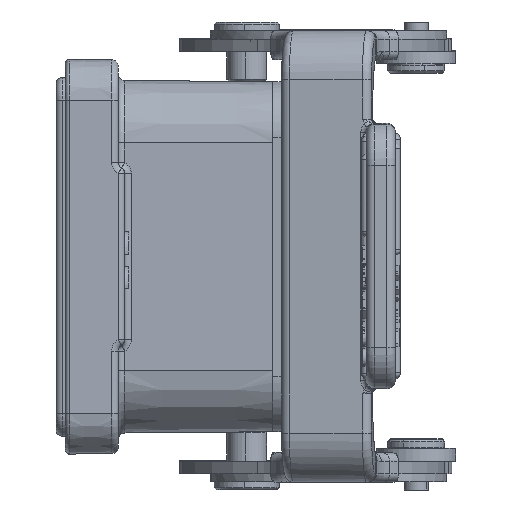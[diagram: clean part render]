
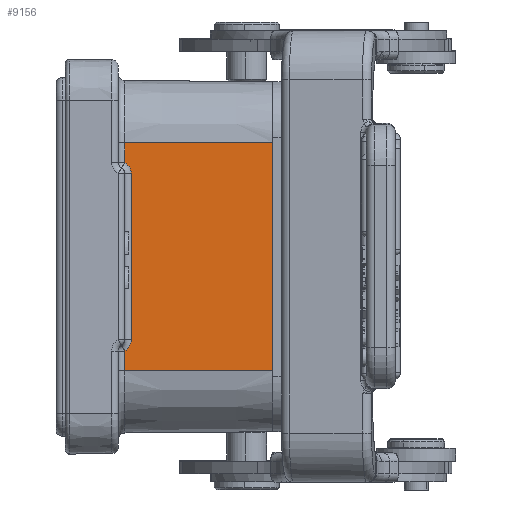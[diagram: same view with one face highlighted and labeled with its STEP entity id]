
A CAD part, left-side view. The second image highlights one B-rep face of the part: STEP entity #9156.
In plain terms, the highlighted planar face has unit normal (-1, -0.009, 0).
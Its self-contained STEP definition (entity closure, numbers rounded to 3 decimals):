
#5893=B_SPLINE_CURVE_WITH_KNOTS('',3,(#67695,#67696,#67697,#67698),
 .UNSPECIFIED.,.F.,.F.,(4,4),(0.,1.),.UNSPECIFIED.);
#5897=B_SPLINE_CURVE_WITH_KNOTS('',3,(#67717,#67718,#67719,#67720),
 .UNSPECIFIED.,.F.,.F.,(4,4),(0.,1.),.UNSPECIFIED.);
#7513=PLANE('',#43115);
#9156=ADVANCED_FACE('',(#11684),#7513,.T.);
#11684=FACE_OUTER_BOUND('',#13813,.T.);
#13813=EDGE_LOOP('',(#23720,#23721,#23722,#23723,#23724,#23725,#23726,#23727));
#23720=ORIENTED_EDGE('',*,*,#34069,.T.);
#23721=ORIENTED_EDGE('',*,*,#34067,.T.);
#23722=ORIENTED_EDGE('',*,*,#34064,.T.);
#23723=ORIENTED_EDGE('',*,*,#34101,.T.);
#23724=ORIENTED_EDGE('',*,*,#34102,.T.);
#23725=ORIENTED_EDGE('',*,*,#34103,.F.);
#23726=ORIENTED_EDGE('',*,*,#33861,.T.);
#23727=ORIENTED_EDGE('',*,*,#34100,.T.);
#29120=VERTEX_POINT('',#67226);
#29121=VERTEX_POINT('',#67228);
#29255=VERTEX_POINT('',#67681);
#29256=VERTEX_POINT('',#67699);
#29257=VERTEX_POINT('',#67709);
#29258=VERTEX_POINT('',#67716);
#29274=VERTEX_POINT('',#67804);
#29275=VERTEX_POINT('',#67806);
#33861=EDGE_CURVE('',#29121,#29120,#37311,.T.);
#34064=EDGE_CURVE('',#29256,#29255,#5893,.T.);
#34067=EDGE_CURVE('',#29257,#29256,#37465,.T.);
#34069=EDGE_CURVE('',#29258,#29257,#5897,.T.);
#34100=EDGE_CURVE('',#29120,#29258,#37477,.T.);
#34101=EDGE_CURVE('',#29255,#29274,#37478,.T.);
#34102=EDGE_CURVE('',#29274,#29275,#37479,.T.);
#34103=EDGE_CURVE('',#29121,#29275,#37480,.T.);
#37311=LINE('',#67227,#39950);
#37465=LINE('',#67710,#40104);
#37477=LINE('',#67801,#40116);
#37478=LINE('',#67803,#40117);
#37479=LINE('',#67805,#40118);
#37480=LINE('',#67807,#40119);
#39950=VECTOR('',#50695,1.);
#40104=VECTOR('',#51065,1.);
#40116=VECTOR('',#51131,1.);
#40117=VECTOR('',#51134,1.);
#40118=VECTOR('',#51135,1.);
#40119=VECTOR('',#51136,1.);
#43115=AXIS2_PLACEMENT_3D('',#67808,#51137,#51138);
#50695=DIRECTION('',(-0.009,1.,0.));
#51065=DIRECTION('',(0.,0.,-1.));
#51131=DIRECTION('',(0.,0.,-1.));
#51134=DIRECTION('',(0.,0.,-1.));
#51135=DIRECTION('',(0.009,-1.,0.));
#51136=DIRECTION('',(0.,0.,-1.));
#51137=DIRECTION('',(-1.,-0.009,0.));
#51138=DIRECTION('',(0.,0.,-1.));
#67226=CARTESIAN_POINT('',(-60.159,18.207,14.));
#67227=CARTESIAN_POINT('',(-60.,0.,14.));
#67228=CARTESIAN_POINT('',(-60.,0.,14.));
#67681=CARTESIAN_POINT('',(-60.159,18.207,-11.586));
#67695=CARTESIAN_POINT('',(-60.152,17.407,-10.2));
#67696=CARTESIAN_POINT('',(-60.152,17.407,-10.762));
#67697=CARTESIAN_POINT('',(-60.155,17.717,-11.302));
#67698=CARTESIAN_POINT('',(-60.159,18.207,-11.586));
#67699=CARTESIAN_POINT('',(-60.152,17.407,-10.2));
#67709=CARTESIAN_POINT('',(-60.152,17.407,10.2));
#67710=CARTESIAN_POINT('',(-60.152,17.407,10.2));
#67716=CARTESIAN_POINT('',(-60.159,18.207,11.586));
#67717=CARTESIAN_POINT('',(-60.159,18.207,11.586));
#67718=CARTESIAN_POINT('',(-60.155,17.717,11.302));
#67719=CARTESIAN_POINT('',(-60.152,17.407,10.761));
#67720=CARTESIAN_POINT('',(-60.152,17.407,10.2));
#67801=CARTESIAN_POINT('',(-60.159,18.207,14.));
#67803=CARTESIAN_POINT('',(-60.159,18.207,-11.586));
#67804=CARTESIAN_POINT('',(-60.159,18.207,-14.));
#67805=CARTESIAN_POINT('',(-60.159,18.207,-14.));
#67806=CARTESIAN_POINT('',(-60.,0.,-14.));
#67807=CARTESIAN_POINT('',(-60.,0.,14.));
#67808=CARTESIAN_POINT('',(-60.,0.,-24.364));
